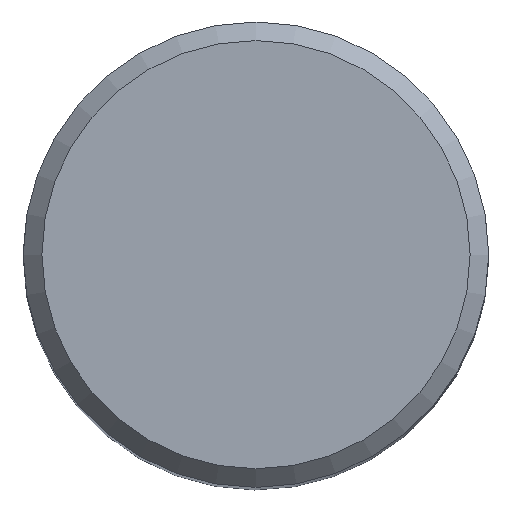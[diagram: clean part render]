
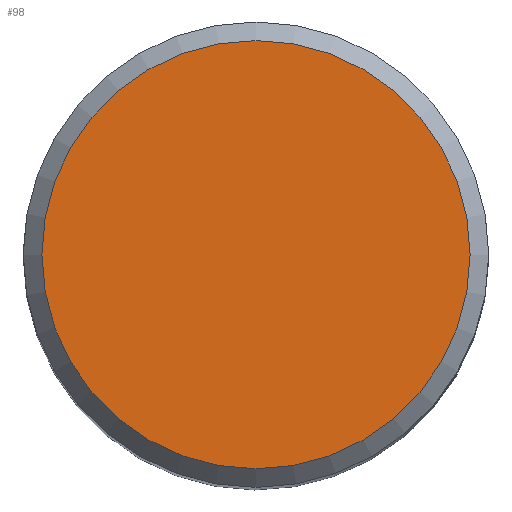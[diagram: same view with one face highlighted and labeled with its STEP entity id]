
A CAD part, top view. The second image highlights one B-rep face of the part: STEP entity #98.
In plain terms, the highlighted planar face has unit normal (0, 0, 1).
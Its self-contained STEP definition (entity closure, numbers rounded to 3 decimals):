
#85=CIRCLE('',#237,4.6);
#98=ADVANCED_FACE('NONE',(#110),#105,.T.);
#105=PLANE('',#245);
#110=FACE_OUTER_BOUND('',#125,.T.);
#125=EDGE_LOOP('',(#149));
#149=ORIENTED_EDGE('',*,*,#174,.F.);
#163=VERTEX_POINT('',#359);
#174=EDGE_CURVE('NONE',#163,#163,#85,.T.);
#237=AXIS2_PLACEMENT_3D('',#358,#274,#275);
#245=AXIS2_PLACEMENT_3D('',#368,#290,#291);
#274=DIRECTION('',(0.,0.,-1.));
#275=DIRECTION('',(-1.,0.,0.));
#290=DIRECTION('',(0.,0.,1.));
#291=DIRECTION('',(1.,0.,0.));
#358=CARTESIAN_POINT('',(0.,0.,0.));
#359=CARTESIAN_POINT('',(-4.6,0.,0.));
#368=CARTESIAN_POINT('',(0.,0.,0.));
